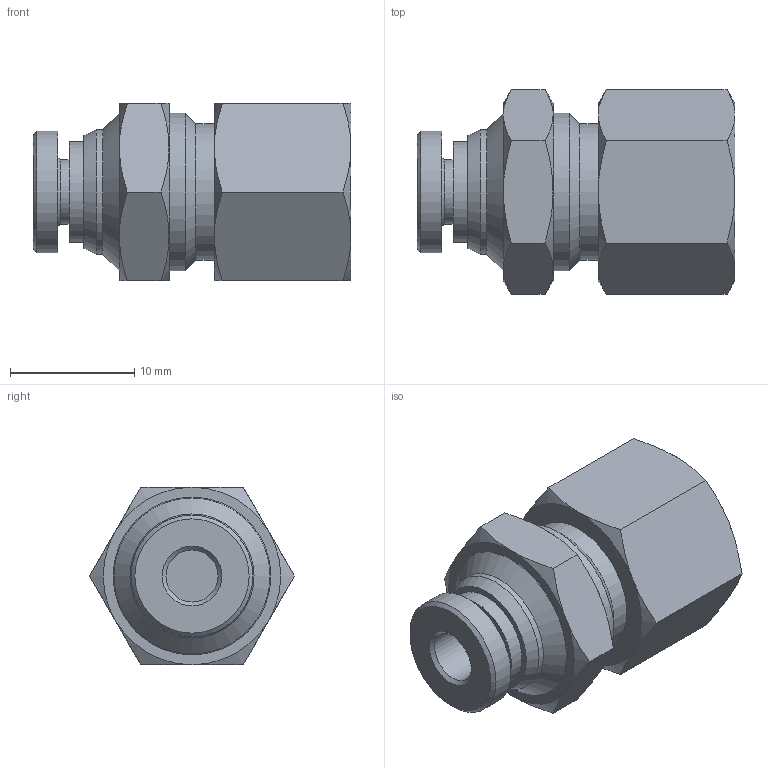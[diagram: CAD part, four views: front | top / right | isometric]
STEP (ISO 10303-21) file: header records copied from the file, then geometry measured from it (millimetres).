
FILE_DESCRIPTION((''),'2;1');
FILE_NAME('PMF 5_32-N01U.stp','2016-10-17T14:00:42',('Administrator'),(''),'Autodesk Inventor 2013','Autodesk Inventor 2013','');
FILE_SCHEMA(('CONFIG_CONTROL_DESIGN'));
Length unit declared in the file: millimetre
Products named in the file (4): PMF 5_32-N01U; NMF 5_32-NPT1_8 BODY; NMM N5_32-UNF1_2 NUT; SLEEVE N5_32R-C
Assembly tree (3 placements, depth 2):
  PMF 5_32-N01U
    NMF 5_32-NPT1_8 BODY
    NMM N5_32-UNF1_2 NUT
    SLEEVE N5_32R-C
Bounding box: 25.6 x 16.5 x 14.29 mm (x, y, z)
Volume: 2894.9 mm3; surface area: 2432.4 mm2
Topology: 3 solids, 3 shells, 66 faces, 130 edges, 75 vertices
Faces by surface type: cone 34, plane 23, cylinder 9
Full cylindrical faces by diameter (mm): 4.2 x2, 5.2 x1, 8.1 x1, 9.8 x1, 10 x1, 11 x1, 11.33 x1, 12.7 x1
Entity records: 1642 total; most frequent: CARTESIAN_POINT 355, DIRECTION 260, ORIENTED_EDGE 222, AXIS2_PLACEMENT_3D 124, EDGE_CURVE 111, EDGE_LOOP 94, VERTEX_POINT 75, FACE_OUTER_BOUND 66
